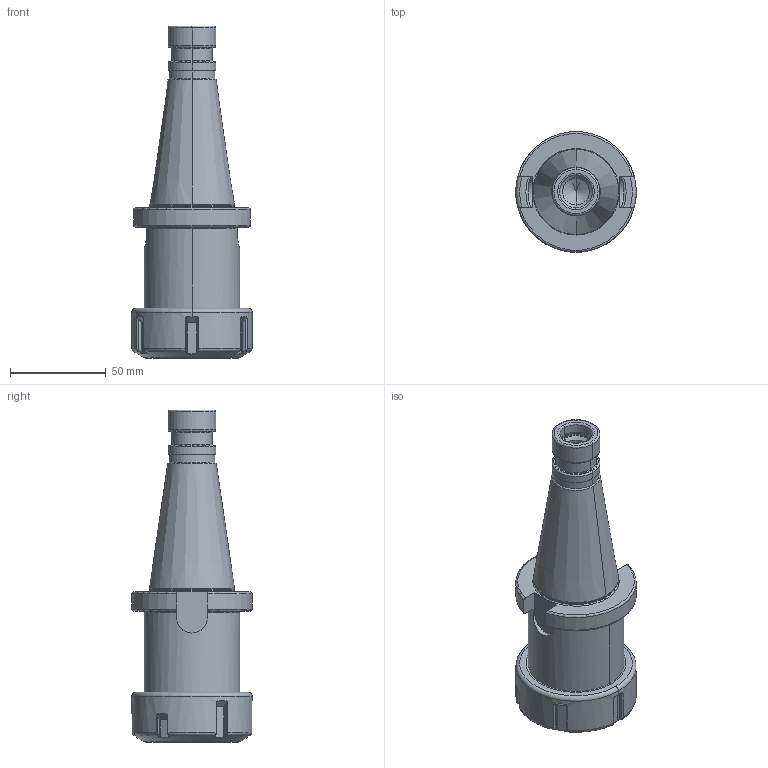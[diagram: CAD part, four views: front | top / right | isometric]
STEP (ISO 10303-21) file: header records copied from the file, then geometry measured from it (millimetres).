
FILE_DESCRIPTION((''),'2;1');
FILE_NAME('401_02_26','2020-09-02T',('103090'),(''),'CREO PARAMETRIC BY PTC INC, 2016260','CREO PARAMETRIC BY PTC INC, 2016260','');
FILE_SCHEMA(('CONFIG_CONTROL_DESIGN'));
Length unit declared in the file: millimetre
Products named in the file (1): 401_02_26
Bounding box: 62.9 x 62.9 x 173.4 mm (x, y, z)
Volume: 199263 mm3; surface area: 40700.3 mm2
Topology: 1 solids, 1 shells, 267 faces, 631 edges, 371 vertices
Faces by surface type: cylinder 66, bspline 58, plane 56, torus 51, cone 24, sphere 12
Entity records: 10377 total; most frequent: CARTESIAN_POINT 4611, ORIENTED_EDGE 1258, DIRECTION 1092, EDGE_CURVE 629, AXIS2_PLACEMENT_3D 431, VERTEX_POINT 371, EDGE_LOOP 274, FACE_OUTER_BOUND 267
